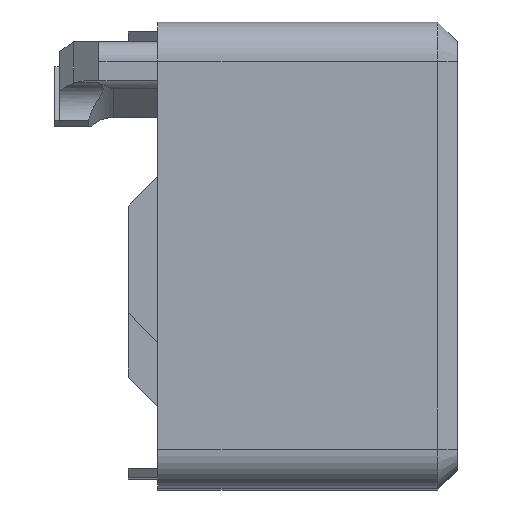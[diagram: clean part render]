
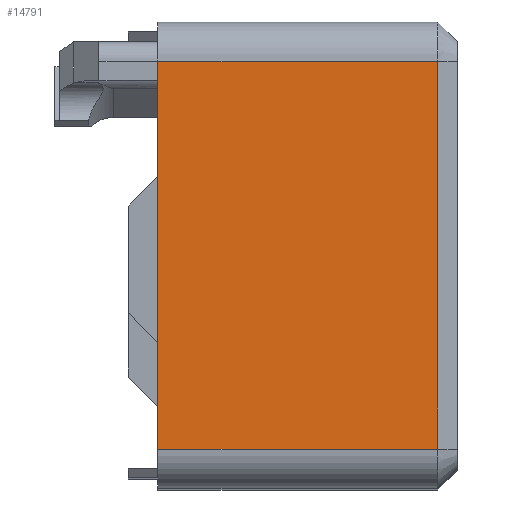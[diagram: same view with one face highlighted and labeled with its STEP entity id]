
A CAD part, top view. The second image highlights one B-rep face of the part: STEP entity #14791.
In plain terms, the highlighted planar face has unit normal (0, 0, 1).
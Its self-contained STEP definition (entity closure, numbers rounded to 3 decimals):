
#1835=FACE_OUTER_BOUND('',#2682,.T.);
#2682=EDGE_LOOP('',(#12561,#12562,#12563,#12564));
#3423=LINE('',#24019,#4881);
#3696=LINE('',#24674,#5154);
#3843=LINE('',#25444,#5301);
#3999=LINE('',#25763,#5457);
#4881=VECTOR('',#16300,10.);
#5154=VECTOR('',#16835,10.);
#5301=VECTOR('',#17128,10.);
#5457=VECTOR('',#17456,10.);
#6488=VERTEX_POINT('',#24016);
#6489=VERTEX_POINT('',#24018);
#6702=VERTEX_POINT('',#24672);
#6740=VERTEX_POINT('',#25442);
#8163=EDGE_CURVE('',#6488,#6489,#3423,.T.);
#8477=EDGE_CURVE('',#6488,#6702,#3696,.T.);
#8634=EDGE_CURVE('',#6489,#6740,#3843,.T.);
#8796=EDGE_CURVE('',#6740,#6702,#3999,.T.);
#12561=ORIENTED_EDGE('',*,*,#8796,.F.);
#12562=ORIENTED_EDGE('',*,*,#8634,.F.);
#12563=ORIENTED_EDGE('',*,*,#8163,.F.);
#12564=ORIENTED_EDGE('',*,*,#8477,.T.);
#14108=PLANE('',#15460);
#14791=ADVANCED_FACE('',(#1835),#14108,.T.);
#15460=AXIS2_PLACEMENT_3D('',#25783,#17485,#17486);
#16300=DIRECTION('',(0.,1.,0.));
#16835=DIRECTION('',(1.,0.,0.));
#17128=DIRECTION('',(1.,0.,0.));
#17456=DIRECTION('',(0.,-1.,0.));
#17485=DIRECTION('center_axis',(0.,0.,1.));
#17486=DIRECTION('ref_axis',(0.,-1.,0.));
#24016=CARTESIAN_POINT('',(57.5,2.,95.));
#24018=CARTESIAN_POINT('',(57.5,41.5,95.));
#24019=CARTESIAN_POINT('',(57.5,14.5,95.));
#24672=CARTESIAN_POINT('',(86.,2.,95.));
#24674=CARTESIAN_POINT('',(85.5,2.,95.));
#25442=CARTESIAN_POINT('',(86.,41.5,95.));
#25444=CARTESIAN_POINT('',(85.5,41.5,95.));
#25763=CARTESIAN_POINT('',(86.,22.25,95.));
#25783=CARTESIAN_POINT('Origin',(85.5,31.5,95.));
